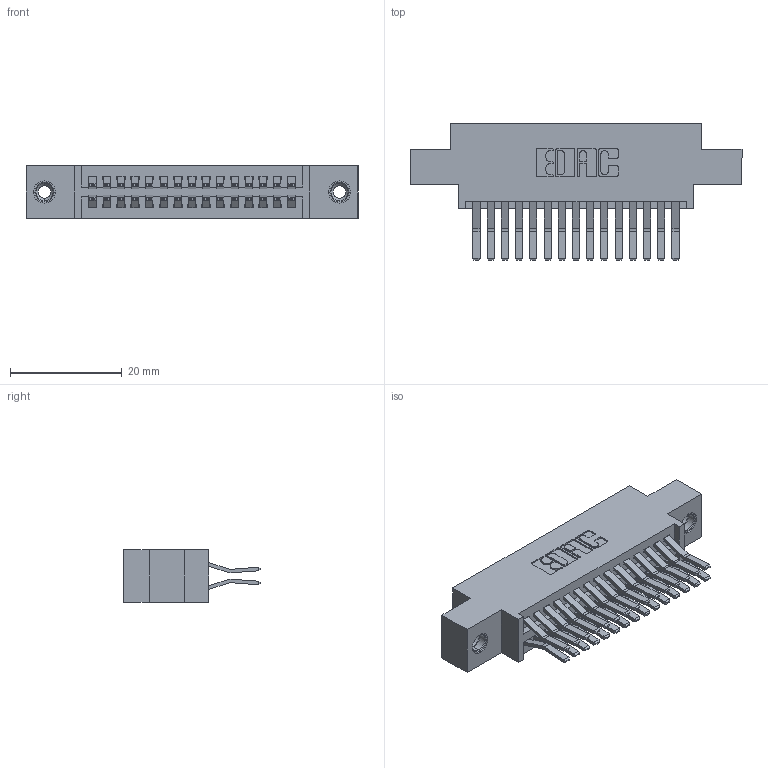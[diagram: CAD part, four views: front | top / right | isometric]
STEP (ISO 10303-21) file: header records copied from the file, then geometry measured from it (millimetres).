
FILE_DESCRIPTION (( 'STEP AP203' ), '1' );
FILE_NAME ('395-030-560-808.STEP', '2019-10-17T15:18:35', ( '' ), ( '' ), 'SwSTEP 2.0', 'SolidWorks 2016', '' );
FILE_SCHEMA (( 'CONFIG_CONTROL_DESIGN' ));
Length unit declared in the file: inch
Products named in the file (4): 345 Part_0.170 Offset - 0.156 Dia-TI; 345-292-001_560 Tail; 345-250-001_345-250-003-102; 395-030-560-808
Assembly tree (33 placements, depth 2):
  395-030-560-808
    345 Part_0.170 Offset - 0.156 Dia-TI
    345-292-001_560 Tail  x30
    345-250-001_345-250-003-102  x2
Bounding box: 59.31 x 24.45 x 9.4 mm (x, y, z)
Volume: 5587.5 mm3; surface area: 8398.9 mm2
Topology: 33 solids, 33 shells, 1750 faces, 5139 edges, 3378 vertices
Faces by surface type: plane 1106, cylinder 628, cone 12, torus 4
Entity records: 16810 total; most frequent: CARTESIAN_POINT 2827, ORIENTED_EDGE 2754, DIRECTION 2555, EDGE_CURVE 1377, LINE 1161, VECTOR 1161, VERTEX_POINT 912, AXIS2_PLACEMENT_3D 697
